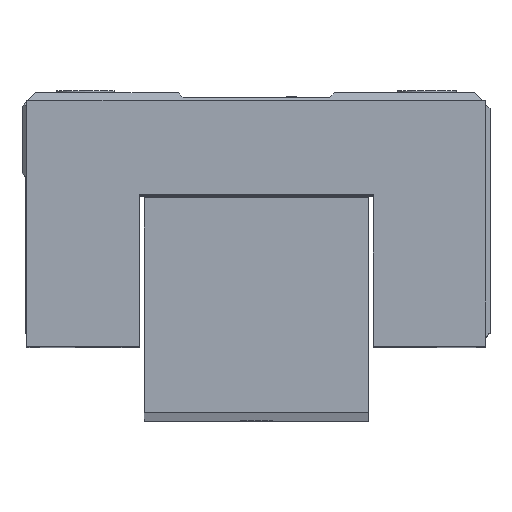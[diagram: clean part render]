
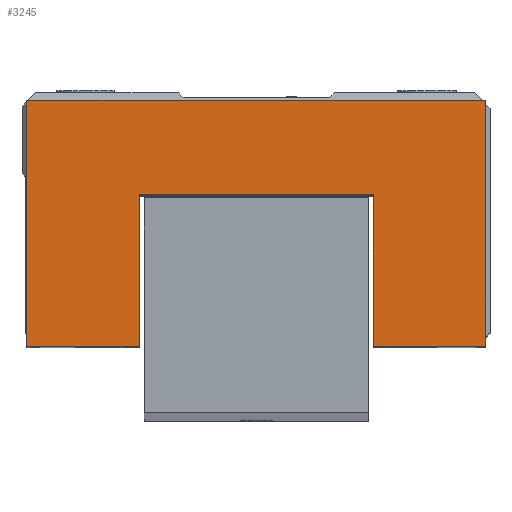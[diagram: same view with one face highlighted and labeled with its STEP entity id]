
A CAD part, top view. The second image highlights one B-rep face of the part: STEP entity #3245.
In plain terms, the highlighted planar face has unit normal (0, 0, 1).
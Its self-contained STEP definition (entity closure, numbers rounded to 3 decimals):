
#1968=DIRECTION('',(0.,-1.,0.));
#1969=VECTOR('',#1968,25.2);
#1970=CARTESIAN_POINT('',(-23.5,14.2,44.));
#1971=LINE('',#1970,#1969);
#1972=DIRECTION('',(-1.,0.,0.));
#1973=VECTOR('',#1972,47.);
#1974=CARTESIAN_POINT('',(23.5,14.2,44.));
#1975=LINE('',#1974,#1973);
#1976=DIRECTION('',(0.,1.,0.));
#1977=VECTOR('',#1976,25.2);
#1978=CARTESIAN_POINT('',(23.5,-11.,44.));
#1979=LINE('',#1978,#1977);
#1980=DIRECTION('',(1.,0.,0.));
#1981=VECTOR('',#1980,11.5);
#1982=CARTESIAN_POINT('',(12.,-11.,44.));
#1983=LINE('',#1982,#1981);
#1984=DIRECTION('',(0.,-1.,0.));
#1985=VECTOR('',#1984,15.5);
#1986=CARTESIAN_POINT('',(12.,4.5,44.));
#1987=LINE('',#1986,#1985);
#1988=DIRECTION('',(1.,0.,0.));
#1989=VECTOR('',#1988,24.);
#1990=CARTESIAN_POINT('',(-12.,4.5,44.));
#1991=LINE('',#1990,#1989);
#1992=DIRECTION('',(0.,1.,0.));
#1993=VECTOR('',#1992,15.5);
#1994=CARTESIAN_POINT('',(-12.,-11.,44.));
#1995=LINE('',#1994,#1993);
#1996=DIRECTION('',(1.,0.,0.));
#1997=VECTOR('',#1996,11.5);
#1998=CARTESIAN_POINT('',(-23.5,-11.,44.));
#1999=LINE('',#1998,#1997);
#2494=CARTESIAN_POINT('',(-23.5,14.2,44.));
#2495=CARTESIAN_POINT('',(-23.5,-11.,44.));
#2496=VERTEX_POINT('',#2494);
#2497=VERTEX_POINT('',#2495);
#2498=CARTESIAN_POINT('',(-12.,-11.,44.));
#2499=VERTEX_POINT('',#2498);
#2500=CARTESIAN_POINT('',(-12.,4.5,44.));
#2501=VERTEX_POINT('',#2500);
#2502=CARTESIAN_POINT('',(12.,4.5,44.));
#2503=CARTESIAN_POINT('',(12.,-11.,44.));
#2504=VERTEX_POINT('',#2502);
#2505=VERTEX_POINT('',#2503);
#2506=CARTESIAN_POINT('',(23.5,-11.,44.));
#2507=VERTEX_POINT('',#2506);
#2508=CARTESIAN_POINT('',(23.5,14.2,44.));
#2509=VERTEX_POINT('',#2508);
#3227=CARTESIAN_POINT('',(0.,0.,44.));
#3228=DIRECTION('',(0.,0.,1.));
#3229=DIRECTION('',(1.,0.,0.));
#3230=AXIS2_PLACEMENT_3D('',#3227,#3228,#3229);
#3231=PLANE('',#3230);
#3233=ORIENTED_EDGE('',*,*,#3232,.F.);
#3235=ORIENTED_EDGE('',*,*,#3234,.F.);
#3237=ORIENTED_EDGE('',*,*,#3236,.F.);
#3238=ORIENTED_EDGE('',*,*,#2958,.F.);
#3239=ORIENTED_EDGE('',*,*,#3131,.F.);
#3240=ORIENTED_EDGE('',*,*,#3221,.F.);
#3241=ORIENTED_EDGE('',*,*,#3091,.F.);
#3242=ORIENTED_EDGE('',*,*,#3030,.F.);
#3243=EDGE_LOOP('',(#3233,#3235,#3237,#3238,#3239,#3240,#3241,#3242));
#3244=FACE_OUTER_BOUND('',#3243,.F.);
#3245=ADVANCED_FACE('',(#3244),#3231,.T.);
#2958=EDGE_CURVE('',#2505,#2507,#1983,.T.);
#3030=EDGE_CURVE('',#2497,#2499,#1999,.T.);
#3091=EDGE_CURVE('',#2499,#2501,#1995,.T.);
#3131=EDGE_CURVE('',#2504,#2505,#1987,.T.);
#3221=EDGE_CURVE('',#2501,#2504,#1991,.T.);
#3232=EDGE_CURVE('',#2496,#2497,#1971,.T.);
#3234=EDGE_CURVE('',#2509,#2496,#1975,.T.);
#3236=EDGE_CURVE('',#2507,#2509,#1979,.T.);
